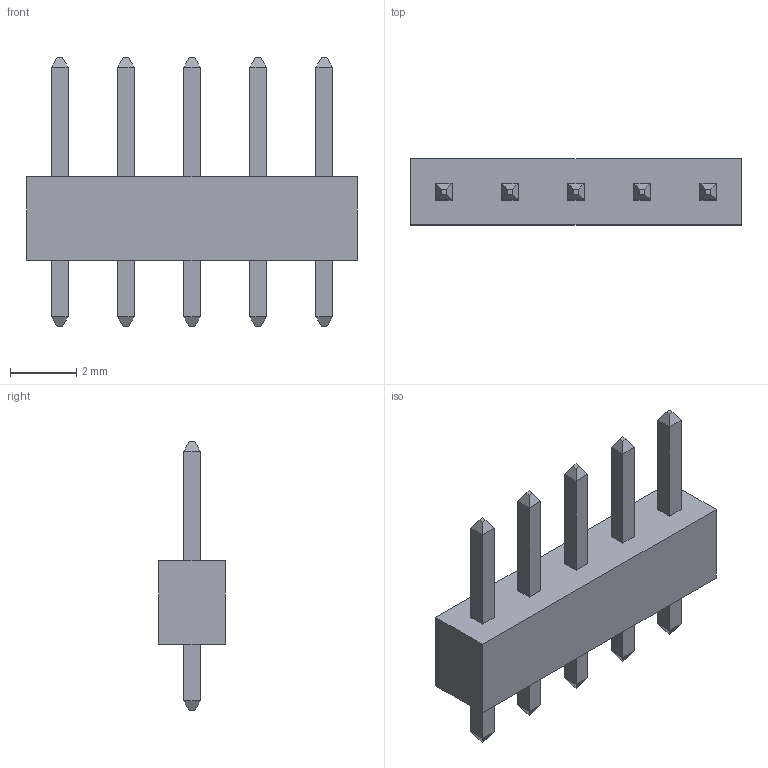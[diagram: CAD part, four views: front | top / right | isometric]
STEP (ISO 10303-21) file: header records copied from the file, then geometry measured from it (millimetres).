
FILE_DESCRIPTION (( 'STEP AP214' ), '1' );
FILE_NAME ( 'HDRV5W50P200_5X1_1000X200H615.STEP', '2022-06-19T11:52:39', ( '' ), ( '' ), '', '©2017 PCB Libraries, Inc.', '' );
FILE_SCHEMA (( 'AUTOMOTIVE_DESIGN' ));
Length unit declared in the file: millimetre
Products named in the file (1): HDRV5W50P200_5X1_1000X200H615
Bounding box: 10 x 2 x 8.15 mm (x, y, z)
Volume: 57.4 mm3; surface area: 158.3 mm2
Topology: 11 solids, 11 shells, 106 faces, 212 edges, 128 vertices
Faces by surface type: plane 106
Entity records: 3017 total; most frequent: CARTESIAN_POINT 447, DIRECTION 426, ORIENTED_EDGE 424, VECTOR 212, LINE 212, EDGE_CURVE 212, VERTEX_POINT 128, STYLED_ITEM 118
